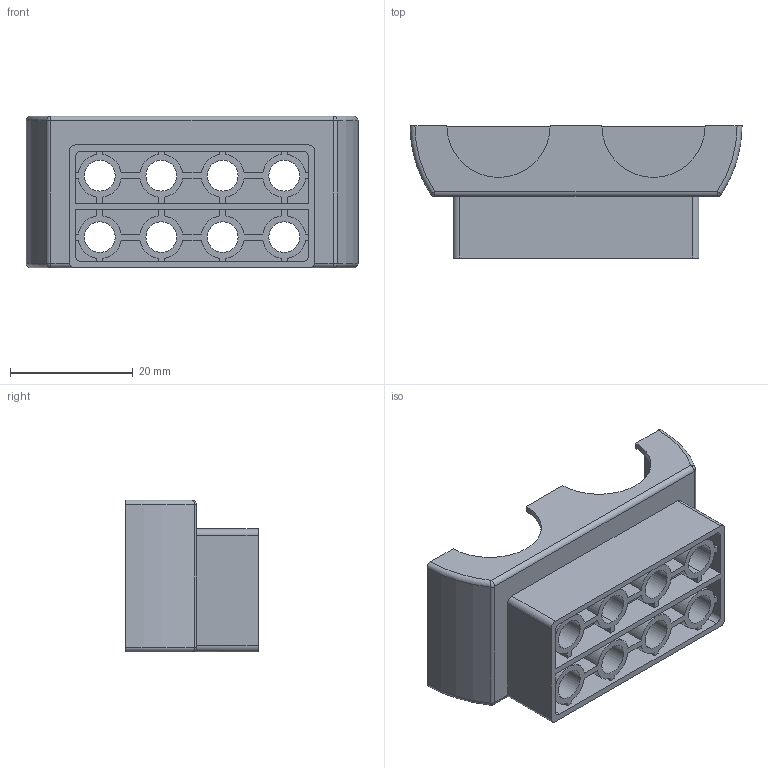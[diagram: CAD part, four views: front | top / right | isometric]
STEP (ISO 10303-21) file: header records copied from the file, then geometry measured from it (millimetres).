
FILE_DESCRIPTION (( 'STEP AP203' ), '1' );
FILE_NAME ('UScA_2.STEP', '2019-02-21T11:24:41', ( '' ), ( '' ), 'SwSTEP 2.0', 'SolidWorks 2018', '' );
FILE_SCHEMA (( 'CONFIG_CONTROL_DESIGN' ));
Length unit declared in the file: millimetre
Products named in the file (1): UScA_2
Bounding box: 54 x 21.5 x 24.7 mm (x, y, z)
Volume: 8066.1 mm3; surface area: 8941.6 mm2
Topology: 1 solids, 1 shells, 201 faces, 567 edges, 366 vertices
Faces by surface type: plane 112, cylinder 81, torus 4, sphere 4
Entity records: 6594 total; most frequent: CARTESIAN_POINT 1147, DIRECTION 1145, ORIENTED_EDGE 1126, EDGE_CURVE 563, AXIS2_PLACEMENT_3D 382, LINE 381, VECTOR 381, VERTEX_POINT 366
